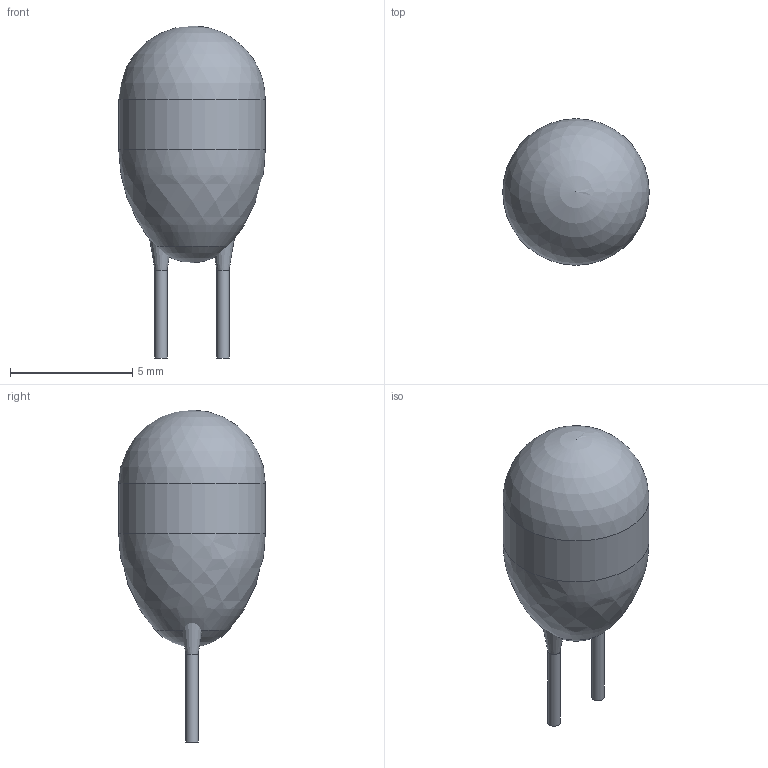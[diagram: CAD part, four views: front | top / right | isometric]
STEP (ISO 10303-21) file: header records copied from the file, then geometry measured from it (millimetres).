
FILE_DESCRIPTION(/* description */ (''),/* implementation_level */ '2;1');
FILE_NAME(/* name */ 'CAPPRB254-600X1000.stp',/* time_stamp */ '2015-09-14T16:00:30+02:00',/* author */ ('bcivel'),/* organization */ (''),/* preprocessor_version */ 'ST-DEVELOPER v15.5',/* originating_system */ 'AutoCAD Mechanical',/* authorisation */ '');
FILE_SCHEMA (('AUTOMOTIVE_DESIGN { 1 0 10303 214 3 1 1 }'));
Length unit declared in the file: millimetre
Products named in the file (1): Product
Bounding box: 6 x 6 x 13.6 mm (x, y, z)
Volume: 201.9 mm3; surface area: 192.8 mm2
Topology: 5 solids, 5 shells, 16 faces, 27 edges, 23 vertices
Faces by surface type: plane 8, cylinder 3, sphere 2, cone 2, bspline 1
Full cylindrical faces by diameter (mm): 0.5 x2, 6 x1
Entity records: 374 total; most frequent: CARTESIAN_POINT 80, DIRECTION 58, AXIS2_PLACEMENT_3D 27, ORIENTED_EDGE 24, EDGE_LOOP 21, FACE_OUTER_BOUND 16, ADVANCED_FACE 16, EDGE_CURVE 12
